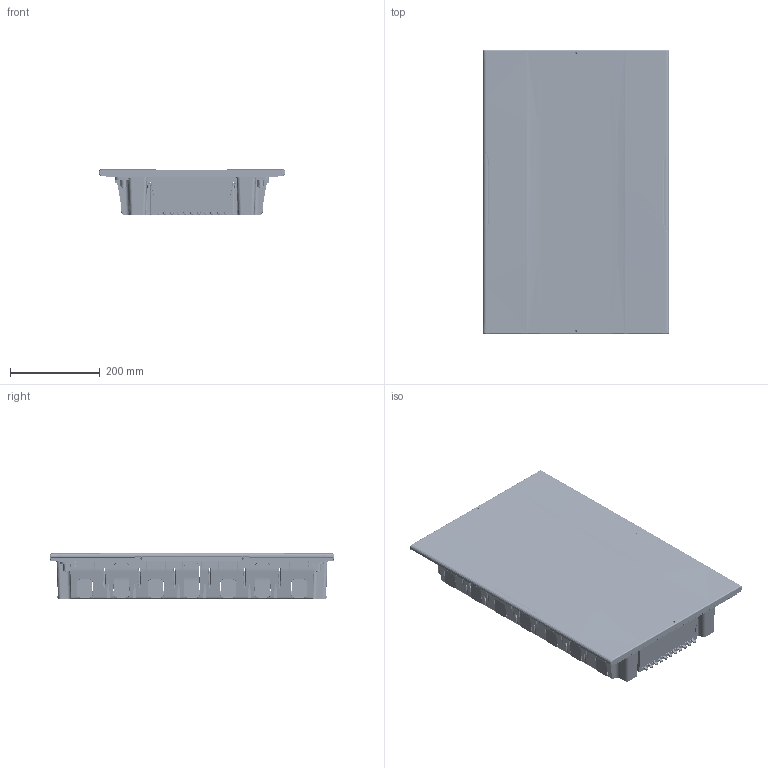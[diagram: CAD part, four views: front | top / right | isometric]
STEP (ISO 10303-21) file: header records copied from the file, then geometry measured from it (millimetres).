
FILE_DESCRIPTION (( 'STEP AP203' ), '1' );
FILE_NAME ('KR5-KP12-V-36-41 KREPTA 5 Êîðïóñ ïë ÙÐÂ-Ï-36 IP41 IEK.STEP', '2023-06-29T10:07:55', ( '' ), ( '' ), 'SwSTEP 2.0', 'SolidWorks 2022', '' );
FILE_SCHEMA (( 'CONFIG_CONTROL_DESIGN' ));
Products named in the file (1): KR5-KP12-V-36-41 KREPTA 5 Корпус пл ЩРВ-П-36 IP41 IEK
Bounding box: 414.77 x 633.53 x 104.23 mm (x, y, z)
Volume: 2169335.2 mm3; surface area: 2012921.4 mm2
Topology: 12 solids, 12 shells, 9189 faces, 24828 edges, 15422 vertices
Faces by surface type: plane 5581, cylinder 1390, bspline 1162, cone 724, torus 264, sphere 68
Entity records: 342881 total; most frequent: CARTESIAN_POINT 129861, ORIENTED_EDGE 49568, DIRECTION 37763, EDGE_CURVE 24784, VERTEX_POINT 15422, LINE 15251, VECTOR 15251, AXIS2_PLACEMENT_3D 11256
